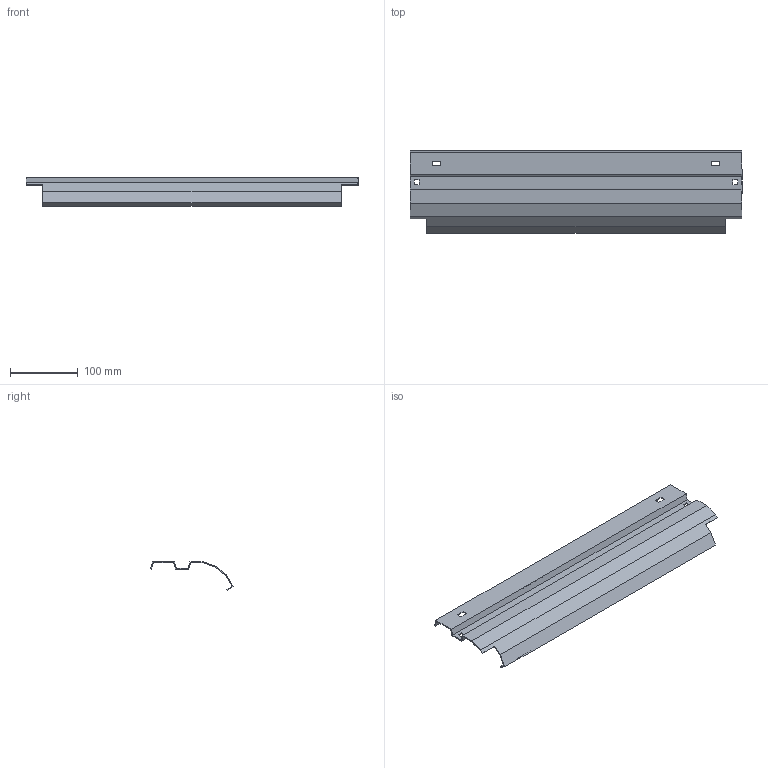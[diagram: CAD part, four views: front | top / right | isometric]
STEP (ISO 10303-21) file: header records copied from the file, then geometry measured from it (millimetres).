
FILE_DESCRIPTION (( 'STEP AP214' ), '1' );
FILE_NAME ('6220460.stp', '2017-03-21T14:11:51', ( '' ), ( '' ), 'SwSTEP 2.0', 'SolidWorks 2016', '' );
FILE_SCHEMA (( 'AUTOMOTIVE_DESIGN' ));
Length unit declared in the file: millimetre
Products named in the file (1): 6220460
Bounding box: 490 x 122.05 x 42.02 mm (x, y, z)
Volume: 119279.7 mm3; surface area: 161209.3 mm2
Topology: 1 solids, 1 shells, 80 faces, 234 edges, 156 vertices
Faces by surface type: plane 80
Entity records: 2648 total; most frequent: CARTESIAN_POINT 471, ORIENTED_EDGE 468, DIRECTION 396, VECTOR 234, LINE 234, EDGE_CURVE 234, VERTEX_POINT 156, EDGE_LOOP 88
